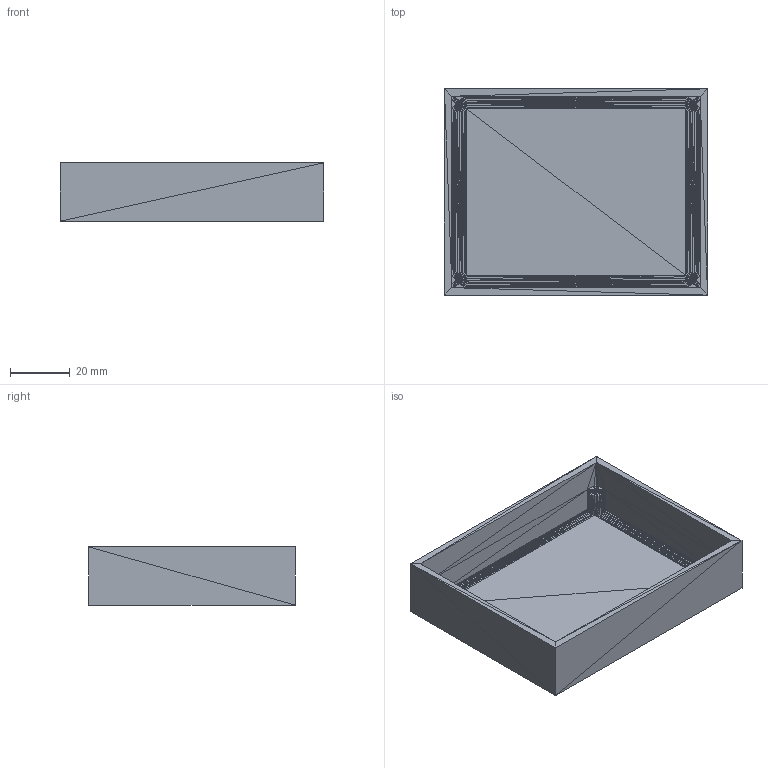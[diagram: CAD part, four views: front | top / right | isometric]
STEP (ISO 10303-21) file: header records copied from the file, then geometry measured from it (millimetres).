
FILE_DESCRIPTION((''),'2;1');
FILE_NAME('enclosure-base', '2026-01-05T12:03:43', (''), (''), 'ImageToStl.com STEP Converter','', '');
FILE_SCHEMA(('AUTOMOTIVE_DESIGN_CC2'));
Length unit declared in the file: metre
Products named in the file (1): product0
Bounding box: 88 x 69 x 19.5 mm (x, y, z)
Surface area: 23682.1 mm2 (no closed solid volume)
Topology: 0 solids, 972 shells, 972 faces, 2916 edges, 488 vertices
Faces by surface type: plane 972
Entity records: 22388 total; most frequent: DIRECTION 4862, ORIENTED_EDGE 2916, EDGE_CURVE 2916, LINE 2916, VECTOR 2916, AXIS2_PLACEMENT_3D 973, FACE_SURFACE 972, PLANE 972
